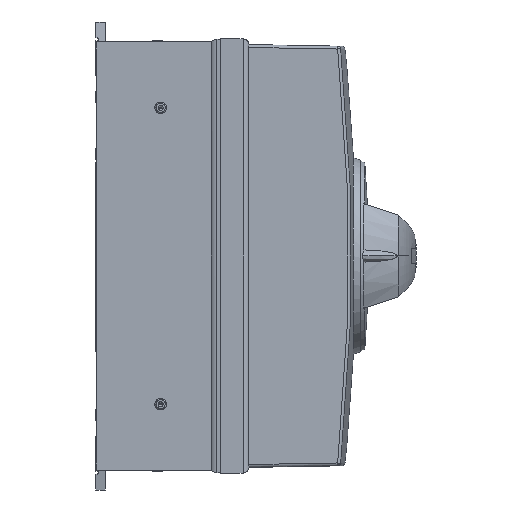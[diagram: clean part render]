
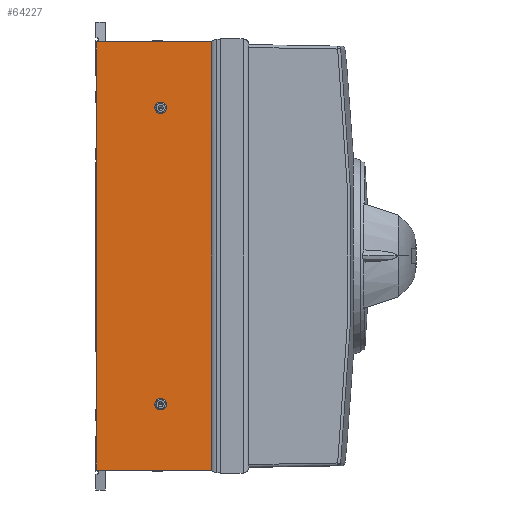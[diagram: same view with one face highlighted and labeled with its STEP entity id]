
A CAD part, front view. The second image highlights one B-rep face of the part: STEP entity #64227.
In plain terms, the highlighted planar face has unit normal (-0.009, -1, 0).
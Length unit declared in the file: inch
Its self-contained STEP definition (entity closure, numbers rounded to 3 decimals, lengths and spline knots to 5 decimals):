
#1997 = VECTOR ( 'NONE', #58835, 39.37008 ) ;
#2135 = EDGE_CURVE ( 'NONE', #116385, #40440, #27703, .T. ) ;
#2771 = CARTESIAN_POINT ( 'NONE',  ( 0.68905, -6.74574, -2.13024 ) ) ;
#2921 = VECTOR ( 'NONE', #32205, 39.37008 ) ;
#4443 = CARTESIAN_POINT ( 'NONE',  ( 2.25268, -6.75941, -7.90709 ) ) ;
#9046 = AXIS2_PLACEMENT_3D ( 'NONE', #86071, #30260, #95462 ) ;
#9123 = LINE ( 'NONE', #16446, #102450 ) ;
#10194 = PLANE ( 'NONE',  #35269 ) ;
#10440 = VERTEX_POINT ( 'NONE', #4443 ) ;
#11266 = CIRCLE ( 'NONE', #45112, 0.07874 ) ;
#12067 = FACE_OUTER_BOUND ( 'NONE', #49908, .T. ) ;
#12126 = DIRECTION ( 'NONE',  ( 0., 0., 1. ) ) ;
#12235 = VERTEX_POINT ( 'NONE', #31619 ) ;
#12351 = CARTESIAN_POINT ( 'NONE',  ( 1.56388, -6.75337, -7.00589 ) ) ;
#12572 = CARTESIAN_POINT ( 'NONE',  ( 1.64261, -6.75406, -7.00589 ) ) ;
#12723 = VERTEX_POINT ( 'NONE', #12572 ) ;
#15309 = CARTESIAN_POINT ( 'NONE',  ( 0.68905, -6.74574, -2.06135 ) ) ;
#16446 = CARTESIAN_POINT ( 'NONE',  ( 0.68905, -6.74574, -3.76538 ) ) ;
#20053 = CARTESIAN_POINT ( 'NONE',  ( 2.2526, -6.75939, -2.06138 ) ) ;
#21716 = DIRECTION ( 'NONE',  ( -1., 0.009, 0. ) ) ;
#22400 = CARTESIAN_POINT ( 'NONE',  ( 0.68905, -6.74574, -2.13024 ) ) ;
#27703 = LINE ( 'NONE', #22400, #2921 ) ;
#30260 = DIRECTION ( 'NONE',  ( -0.009, -1., 0. ) ) ;
#30958 = LINE ( 'NONE', #2771, #77551 ) ;
#31619 = CARTESIAN_POINT ( 'NONE',  ( 1.48514, -6.75269, -2.96258 ) ) ;
#32205 = DIRECTION ( 'NONE',  ( 0., 0., 1. ) ) ;
#33396 = VERTEX_POINT ( 'NONE', #60030 ) ;
#35205 = DIRECTION ( 'NONE',  ( 0., 0., -1. ) ) ;
#35269 = AXIS2_PLACEMENT_3D ( 'NONE', #75333, #56606, #84765 ) ;
#36845 = FACE_BOUND ( 'NONE', #67640, .T. ) ;
#38834 = DIRECTION ( 'NONE',  ( 0., 0., -1. ) ) ;
#38845 = LINE ( 'NONE', #20053, #110241 ) ;
#40440 = VERTEX_POINT ( 'NONE', #15309 ) ;
#45112 = AXIS2_PLACEMENT_3D ( 'NONE', #107630, #51752, #117041 ) ;
#45296 = EDGE_CURVE ( 'NONE', #95743, #12235, #116479, .T. ) ;
#49908 = EDGE_LOOP ( 'NONE', ( #75064, #76802, #110644, #56946, #61971, #68638 ) ) ;
#49929 = EDGE_CURVE ( 'NONE', #116385, #58637, #9123, .T. ) ;
#51752 = DIRECTION ( 'NONE',  ( -0.009, -1., 0. ) ) ;
#53040 = VECTOR ( 'NONE', #69303, 39.37008 ) ;
#54337 = CARTESIAN_POINT ( 'NONE',  ( 1.56388, -6.75337, -2.96258 ) ) ;
#56606 = DIRECTION ( 'NONE',  ( 0.009, 1., 0. ) ) ;
#56946 = ORIENTED_EDGE ( 'NONE', *, *, #59946, .F. ) ;
#57051 = CARTESIAN_POINT ( 'NONE',  ( 1.64261, -6.75406, -2.96258 ) ) ;
#57780 = EDGE_CURVE ( 'NONE', #12235, #95743, #70573, .T. ) ;
#58637 = VERTEX_POINT ( 'NONE', #100115 ) ;
#58835 = DIRECTION ( 'NONE',  ( 1., -0.009, 0. ) ) ;
#59946 = EDGE_CURVE ( 'NONE', #112377, #58637, #30958, .T. ) ;
#60030 = CARTESIAN_POINT ( 'NONE',  ( 2.25268, -6.75941, -2.06138 ) ) ;
#60575 = ORIENTED_EDGE ( 'NONE', *, *, #63822, .F. ) ;
#61566 = FACE_BOUND ( 'NONE', #90675, .T. ) ;
#61971 = ORIENTED_EDGE ( 'NONE', *, *, #106053, .F. ) ;
#63675 = DIRECTION ( 'NONE',  ( -1., 0.009, 0. ) ) ;
#63822 = EDGE_CURVE ( 'NONE', #12723, #88155, #80688, .T. ) ;
#64227 = ADVANCED_FACE ( 'NONE', ( #12067, #61566, #36845 ), #10194, .F. ) ;
#67640 = EDGE_LOOP ( 'NONE', ( #90786, #60575 ) ) ;
#68638 = ORIENTED_EDGE ( 'NONE', *, *, #92400, .F. ) ;
#69303 = DIRECTION ( 'NONE',  ( -1., 0.009, 0. ) ) ;
#69756 = EDGE_CURVE ( 'NONE', #88155, #12723, #11266, .T. ) ;
#70573 = CIRCLE ( 'NONE', #9046, 0.07874 ) ;
#75064 = ORIENTED_EDGE ( 'NONE', *, *, #94466, .F. ) ;
#75333 = CARTESIAN_POINT ( 'NONE',  ( 0.68905, -6.74574, -3.76538 ) ) ;
#76311 = LINE ( 'NONE', #95991, #1997 ) ;
#76802 = ORIENTED_EDGE ( 'NONE', *, *, #2135, .F. ) ;
#77521 = DIRECTION ( 'NONE',  ( -0.009, -1., 0. ) ) ;
#77551 = VECTOR ( 'NONE', #12126, 39.37008 ) ;
#79108 = CARTESIAN_POINT ( 'NONE',  ( 0.68905, -6.74574, -7.90712 ) ) ;
#80688 = CIRCLE ( 'NONE', #102418, 0.07874 ) ;
#84765 = DIRECTION ( 'NONE',  ( -1., 0.009, 0. ) ) ;
#85371 = ORIENTED_EDGE ( 'NONE', *, *, #45296, .F. ) ;
#86071 = CARTESIAN_POINT ( 'NONE',  ( 1.56388, -6.75337, -2.96258 ) ) ;
#87396 = CARTESIAN_POINT ( 'NONE',  ( 0.68905, -6.74574, -2.1598 ) ) ;
#88155 = VERTEX_POINT ( 'NONE', #97176 ) ;
#89923 = AXIS2_PLACEMENT_3D ( 'NONE', #54337, #119600, #63675 ) ;
#90675 = EDGE_LOOP ( 'NONE', ( #105447, #85371 ) ) ;
#90786 = ORIENTED_EDGE ( 'NONE', *, *, #69756, .F. ) ;
#92400 = EDGE_CURVE ( 'NONE', #33396, #10440, #38845, .T. ) ;
#94466 = EDGE_CURVE ( 'NONE', #40440, #33396, #76311, .T. ) ;
#95462 = DIRECTION ( 'NONE',  ( -1., 0.009, 0. ) ) ;
#95743 = VERTEX_POINT ( 'NONE', #57051 ) ;
#95991 = CARTESIAN_POINT ( 'NONE',  ( 2.25268, -6.75939, -2.06135 ) ) ;
#97176 = CARTESIAN_POINT ( 'NONE',  ( 1.48514, -6.75269, -7.00589 ) ) ;
#99772 = LINE ( 'NONE', #79108, #53040 ) ;
#100115 = CARTESIAN_POINT ( 'NONE',  ( 0.68905, -6.74574, -7.80871 ) ) ;
#102418 = AXIS2_PLACEMENT_3D ( 'NONE', #12351, #77521, #21716 ) ;
#102450 = VECTOR ( 'NONE', #35205, 39.37008 ) ;
#105447 = ORIENTED_EDGE ( 'NONE', *, *, #57780, .F. ) ;
#106053 = EDGE_CURVE ( 'NONE', #10440, #112377, #99772, .T. ) ;
#107630 = CARTESIAN_POINT ( 'NONE',  ( 1.56388, -6.75337, -7.00589 ) ) ;
#110241 = VECTOR ( 'NONE', #38834, 39.37008 ) ;
#110644 = ORIENTED_EDGE ( 'NONE', *, *, #49929, .T. ) ;
#112377 = VERTEX_POINT ( 'NONE', #114349 ) ;
#114349 = CARTESIAN_POINT ( 'NONE',  ( 0.68905, -6.74574, -7.90712 ) ) ;
#116385 = VERTEX_POINT ( 'NONE', #87396 ) ;
#116479 = CIRCLE ( 'NONE', #89923, 0.07874 ) ;
#117041 = DIRECTION ( 'NONE',  ( -1., 0.009, 0. ) ) ;
#119600 = DIRECTION ( 'NONE',  ( -0.009, -1., 0. ) ) ;
